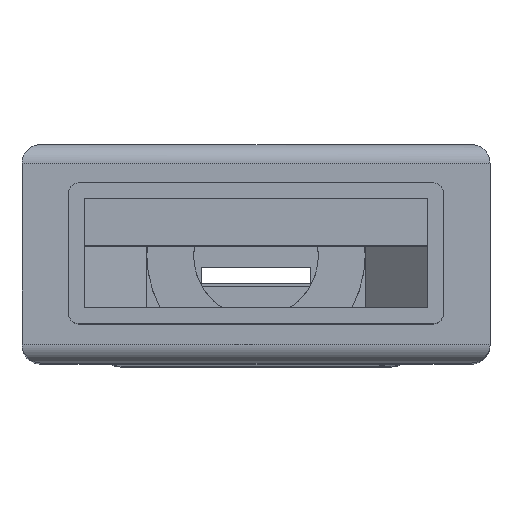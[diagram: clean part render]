
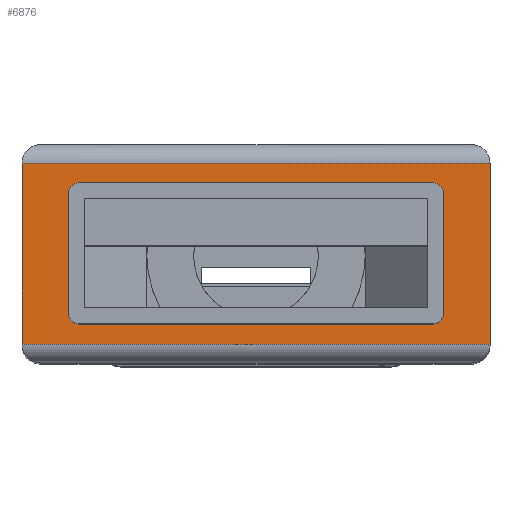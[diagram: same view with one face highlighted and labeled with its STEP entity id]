
A CAD part, top view. The second image highlights one B-rep face of the part: STEP entity #6876.
In plain terms, the highlighted planar face has unit normal (0, 0, 1).
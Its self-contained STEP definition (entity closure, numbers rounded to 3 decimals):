
#72 = DIRECTION ( 'NONE',  ( -1., 0., 0. ) ) ;
#120 = CARTESIAN_POINT ( 'NONE',  ( -5.234, 4.163, 134.25 ) ) ;
#133 = AXIS2_PLACEMENT_3D ( 'NONE', #4622, #1120, #5189 ) ;
#175 = CIRCLE ( 'NONE', #1029, 0.3 ) ;
#276 = CARTESIAN_POINT ( 'NONE',  ( -5.234, -1.637, 134.25 ) ) ;
#299 = CARTESIAN_POINT ( 'NONE',  ( 8.266, -0.687, 134.25 ) ) ;
#467 = ORIENTED_EDGE ( 'NONE', *, *, #638, .T. ) ;
#481 = DIRECTION ( 'NONE',  ( -1., 0., 0. ) ) ;
#483 = ORIENTED_EDGE ( 'NONE', *, *, #5983, .T. ) ;
#488 = CARTESIAN_POINT ( 'NONE',  ( -5.234, 4.763, 134.25 ) ) ;
#494 = ORIENTED_EDGE ( 'NONE', *, *, #7165, .F. ) ;
#587 = ORIENTED_EDGE ( 'NONE', *, *, #6883, .T. ) ;
#596 = ORIENTED_EDGE ( 'NONE', *, *, #3270, .F. ) ;
#638 = EDGE_CURVE ( 'NONE', #7183, #2459, #7331, .T. ) ;
#689 = ORIENTED_EDGE ( 'NONE', *, *, #2381, .T. ) ;
#709 = ORIENTED_EDGE ( 'NONE', *, *, #7270, .F. ) ;
#742 = DIRECTION ( 'NONE',  ( 0., 0., -1. ) ) ;
#786 = ORIENTED_EDGE ( 'NONE', *, *, #4979, .T. ) ;
#799 = ORIENTED_EDGE ( 'NONE', *, *, #3163, .F. ) ;
#822 = LINE ( 'NONE', #4290, #6752 ) ;
#873 = ORIENTED_EDGE ( 'NONE', *, *, #2826, .T. ) ;
#880 = ORIENTED_EDGE ( 'NONE', *, *, #6918, .F. ) ;
#926 = AXIS2_PLACEMENT_3D ( 'NONE', #4255, #742, #4823 ) ;
#945 = ORIENTED_EDGE ( 'NONE', *, *, #6699, .T. ) ;
#997 = CARTESIAN_POINT ( 'NONE',  ( -3.734, -0.987, 134.25 ) ) ;
#1029 = AXIS2_PLACEMENT_3D ( 'NONE', #1621, #5660, #2203 ) ;
#1120 = DIRECTION ( 'NONE',  ( 0., 0., -1. ) ) ;
#1168 = LINE ( 'NONE', #1228, #7131 ) ;
#1228 = CARTESIAN_POINT ( 'NONE',  ( 9.766, 4.763, 134.25 ) ) ;
#1277 = CIRCLE ( 'NONE', #926, 0.3 ) ;
#1295 = CARTESIAN_POINT ( 'NONE',  ( -5.234, 4.163, 134.25 ) ) ;
#1308 = DIRECTION ( 'NONE',  ( 0., -1., 0. ) ) ;
#1327 = LINE ( 'NONE', #276, #7253 ) ;
#1334 = CARTESIAN_POINT ( 'NONE',  ( -3.734, 3.213, 134.25 ) ) ;
#1414 = DIRECTION ( 'NONE',  ( 0., 0., -1. ) ) ;
#1417 = VECTOR ( 'NONE', #3998, 1000. ) ;
#1621 = CARTESIAN_POINT ( 'NONE',  ( 7.966, -0.687, 134.25 ) ) ;
#1944 = DIRECTION ( 'NONE',  ( 0., 1., 0. ) ) ;
#2203 = DIRECTION ( 'NONE',  ( -1., 0., 0. ) ) ;
#2234 = CARTESIAN_POINT ( 'NONE',  ( 9.766, 4.163, 134.25 ) ) ;
#2357 = PLANE ( 'NONE',  #3700 ) ;
#2381 = EDGE_CURVE ( 'NONE', #7362, #7306, #1277, .T. ) ;
#2397 = VERTEX_POINT ( 'NONE', #1334 ) ;
#2459 = VERTEX_POINT ( 'NONE', #5762 ) ;
#2468 = DIRECTION ( 'NONE',  ( 0., -1., 0. ) ) ;
#2627 = EDGE_LOOP ( 'NONE', ( #596, #689, #709, #786, #799, #873, #880, #945 ) ) ;
#2736 = AXIS2_PLACEMENT_3D ( 'NONE', #4896, #1414, #5479 ) ;
#2745 = FACE_BOUND ( 'NONE', #2627, .T. ) ;
#2826 = EDGE_CURVE ( 'NONE', #3307, #7342, #4652, .T. ) ;
#3056 = LINE ( 'NONE', #1295, #6088 ) ;
#3060 = VERTEX_POINT ( 'NONE', #6055 ) ;
#3163 = EDGE_CURVE ( 'NONE', #3307, #3060, #5335, .T. ) ;
#3167 = CARTESIAN_POINT ( 'NONE',  ( 7.966, 3.513, 134.25 ) ) ;
#3270 = EDGE_CURVE ( 'NONE', #7362, #5102, #5129, .T. ) ;
#3307 = VERTEX_POINT ( 'NONE', #4600 ) ;
#3427 = VECTOR ( 'NONE', #481, 1000. ) ;
#3619 = DIRECTION ( 'NONE',  ( 0., 0., -1. ) ) ;
#3700 = AXIS2_PLACEMENT_3D ( 'NONE', #7008, #3619, #72 ) ;
#3821 = VECTOR ( 'NONE', #6202, 1000. ) ;
#3993 = CARTESIAN_POINT ( 'NONE',  ( -3.734, 3.513, 134.25 ) ) ;
#3998 = DIRECTION ( 'NONE',  ( 0., -1., 0. ) ) ;
#4255 = CARTESIAN_POINT ( 'NONE',  ( 7.966, 3.213, 134.25 ) ) ;
#4290 = CARTESIAN_POINT ( 'NONE',  ( 8.266, -0.987, 134.25 ) ) ;
#4311 = CARTESIAN_POINT ( 'NONE',  ( -3.734, -0.687, 134.25 ) ) ;
#4600 = CARTESIAN_POINT ( 'NONE',  ( -3.434, -0.987, 134.25 ) ) ;
#4622 = CARTESIAN_POINT ( 'NONE',  ( -3.434, 3.213, 134.25 ) ) ;
#4652 = CIRCLE ( 'NONE', #2736, 0.3 ) ;
#4789 = CARTESIAN_POINT ( 'NONE',  ( -3.734, -0.987, 134.25 ) ) ;
#4823 = DIRECTION ( 'NONE',  ( -1., 0., 0. ) ) ;
#4896 = CARTESIAN_POINT ( 'NONE',  ( -3.434, -0.687, 134.25 ) ) ;
#4967 = DIRECTION ( 'NONE',  ( 1., 0., 0. ) ) ;
#4979 = EDGE_CURVE ( 'NONE', #6439, #3060, #175, .T. ) ;
#5055 = EDGE_LOOP ( 'NONE', ( #467, #483, #494, #587 ) ) ;
#5066 = VERTEX_POINT ( 'NONE', #2234 ) ;
#5102 = VERTEX_POINT ( 'NONE', #5709 ) ;
#5129 = LINE ( 'NONE', #3993, #3427 ) ;
#5189 = DIRECTION ( 'NONE',  ( -1., 0., 0. ) ) ;
#5255 = CARTESIAN_POINT ( 'NONE',  ( 9.766, -1.637, 134.25 ) ) ;
#5335 = LINE ( 'NONE', #997, #3821 ) ;
#5364 = DIRECTION ( 'NONE',  ( -1., 0., 0. ) ) ;
#5428 = CARTESIAN_POINT ( 'NONE',  ( 8.266, 3.213, 134.25 ) ) ;
#5479 = DIRECTION ( 'NONE',  ( -1., 0., 0. ) ) ;
#5660 = DIRECTION ( 'NONE',  ( 0., 0., -1. ) ) ;
#5709 = CARTESIAN_POINT ( 'NONE',  ( -3.434, 3.513, 134.25 ) ) ;
#5762 = CARTESIAN_POINT ( 'NONE',  ( -5.234, -1.637, 134.25 ) ) ;
#5917 = VECTOR ( 'NONE', #2468, 1000. ) ;
#5983 = EDGE_CURVE ( 'NONE', #2459, #6327, #1327, .T. ) ;
#6055 = CARTESIAN_POINT ( 'NONE',  ( 7.966, -0.987, 134.25 ) ) ;
#6088 = VECTOR ( 'NONE', #5364, 1000. ) ;
#6202 = DIRECTION ( 'NONE',  ( 1., 0., 0. ) ) ;
#6327 = VERTEX_POINT ( 'NONE', #5255 ) ;
#6343 = CIRCLE ( 'NONE', #133, 0.3 ) ;
#6439 = VERTEX_POINT ( 'NONE', #299 ) ;
#6699 = EDGE_CURVE ( 'NONE', #2397, #5102, #6343, .T. ) ;
#6752 = VECTOR ( 'NONE', #1944, 1000. ) ;
#6876 = ADVANCED_FACE ( 'NONE', ( #7163, #2745 ), #2357, .F. ) ;
#6883 = EDGE_CURVE ( 'NONE', #5066, #7183, #3056, .T. ) ;
#6918 = EDGE_CURVE ( 'NONE', #2397, #7342, #7402, .T. ) ;
#7008 = CARTESIAN_POINT ( 'NONE',  ( -5.234, 4.763, 134.25 ) ) ;
#7131 = VECTOR ( 'NONE', #1308, 1000. ) ;
#7163 = FACE_OUTER_BOUND ( 'NONE', #5055, .T. ) ;
#7165 = EDGE_CURVE ( 'NONE', #5066, #6327, #1168, .T. ) ;
#7183 = VERTEX_POINT ( 'NONE', #120 ) ;
#7253 = VECTOR ( 'NONE', #4967, 1000. ) ;
#7270 = EDGE_CURVE ( 'NONE', #6439, #7306, #822, .T. ) ;
#7306 = VERTEX_POINT ( 'NONE', #5428 ) ;
#7331 = LINE ( 'NONE', #488, #1417 ) ;
#7342 = VERTEX_POINT ( 'NONE', #4311 ) ;
#7362 = VERTEX_POINT ( 'NONE', #3167 ) ;
#7402 = LINE ( 'NONE', #4789, #5917 ) ;
